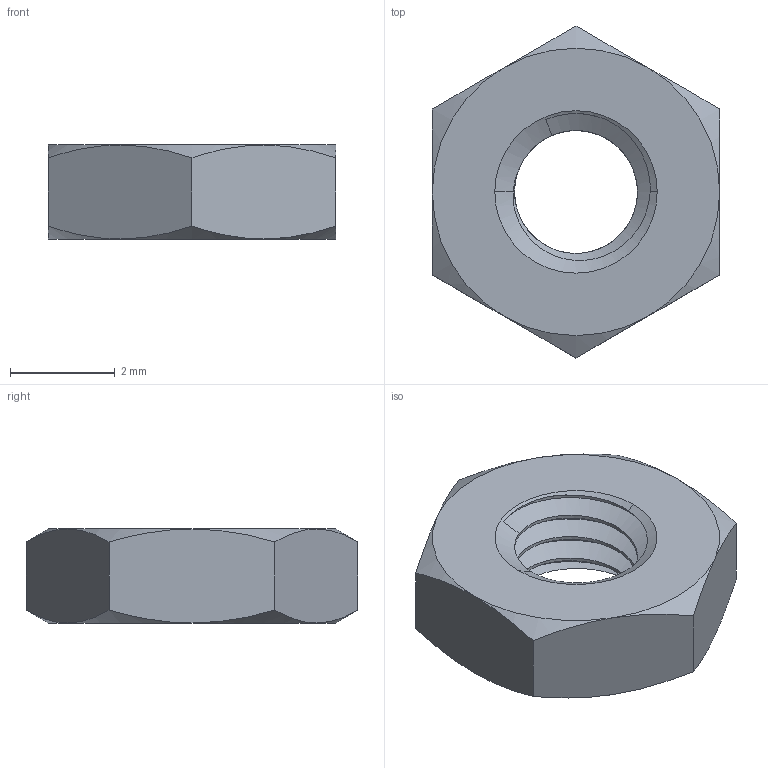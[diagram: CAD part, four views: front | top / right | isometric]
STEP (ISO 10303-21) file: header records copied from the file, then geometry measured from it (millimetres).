
FILE_DESCRIPTION (( 'STEP AP203' ), '1' );
FILE_NAME ('90695A033_Steel Thin Hex Nut.STEP', '2021-07-08T06:07:24', ( 'Administrator' ), ( 'Managed by Terraform' ), 'SwSTEP 2.0', 'SolidWorks 2017', '' );
FILE_SCHEMA (( 'CONFIG_CONTROL_DESIGN' ));
Length unit declared in the file: millimetre
Products named in the file (1): 90695A033_Steel Thin Hex Nut
Bounding box: 5.5 x 6.35 x 1.8 mm (x, y, z)
Volume: 36.3 mm3; surface area: 96.5 mm2
Topology: 1 solids, 1 shells, 35 faces, 87 edges, 54 vertices
Faces by surface type: cone 16, cylinder 8, plane 8, bspline 3
Entity records: 1679 total; most frequent: CARTESIAN_POINT 888, ORIENTED_EDGE 174, DIRECTION 119, EDGE_CURVE 87, VERTEX_POINT 54, AXIS2_PLACEMENT_3D 51, EDGE_LOOP 37, FACE_OUTER_BOUND 35
